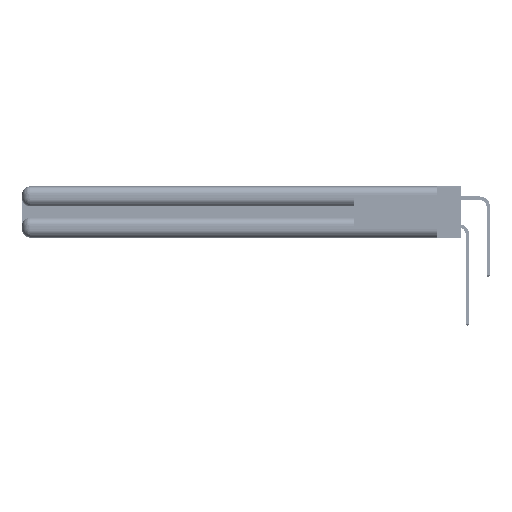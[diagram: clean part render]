
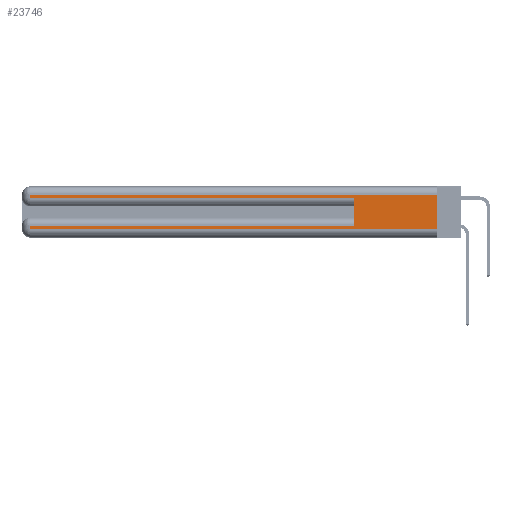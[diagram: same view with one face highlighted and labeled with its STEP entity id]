
A CAD part, left-side view. The second image highlights one B-rep face of the part: STEP entity #23746.
In plain terms, the highlighted planar face has unit normal (-1, 0, 0).
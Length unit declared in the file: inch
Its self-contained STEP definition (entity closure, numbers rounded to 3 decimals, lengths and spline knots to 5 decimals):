
#2805 = EDGE_CURVE ( 'NONE', #31650, #3617, #27143, .T. ) ;
#3242 = LINE ( 'NONE', #50637, #36175 ) ;
#3617 = VERTEX_POINT ( 'NONE', #25186 ) ;
#4044 = LINE ( 'NONE', #7888, #39665 ) ;
#4329 = VECTOR ( 'NONE', #34377, 39.37008 ) ;
#5027 = CARTESIAN_POINT ( 'NONE',  ( 0., 2.94, 0.285 ) ) ;
#7888 = CARTESIAN_POINT ( 'NONE',  ( 0., 0., 0.31 ) ) ;
#8010 = EDGE_CURVE ( 'NONE', #25396, #10583, #26398, .T. ) ;
#8415 = DIRECTION ( 'NONE',  ( 0., 1., 0. ) ) ;
#9765 = VERTEX_POINT ( 'NONE', #31828 ) ;
#10084 = DIRECTION ( 'NONE',  ( 0., -1., 0. ) ) ;
#10583 = VERTEX_POINT ( 'NONE', #18981 ) ;
#10994 = EDGE_CURVE ( 'NONE', #44518, #10583, #42890, .T. ) ;
#13193 = CARTESIAN_POINT ( 'NONE',  ( 0., 2.94, 0.37 ) ) ;
#14793 = VERTEX_POINT ( 'NONE', #5027 ) ;
#14952 = VECTOR ( 'NONE', #54543, 39.37008 ) ;
#18981 = CARTESIAN_POINT ( 'NONE',  ( 0., 0., 0.06 ) ) ;
#19460 = CARTESIAN_POINT ( 'NONE',  ( 0., 0., 0.37 ) ) ;
#19915 = ORIENTED_EDGE ( 'NONE', *, *, #8010, .F. ) ;
#20359 = VECTOR ( 'NONE', #51153, 39.37008 ) ;
#20602 = CARTESIAN_POINT ( 'NONE',  ( 0., 0., 0.37 ) ) ;
#21120 = CARTESIAN_POINT ( 'NONE',  ( 0., 0., 0.285 ) ) ;
#21684 = LINE ( 'NONE', #21120, #20359 ) ;
#22121 = CARTESIAN_POINT ( 'NONE',  ( 0., 2.94, 0.31 ) ) ;
#23022 = CARTESIAN_POINT ( 'NONE',  ( 0., 2.94, 0.37 ) ) ;
#23746 = ADVANCED_FACE ( 'NONE', ( #37831 ), #37911, .F. ) ;
#24741 = DIRECTION ( 'NONE',  ( 1., 0., 0. ) ) ;
#25186 = CARTESIAN_POINT ( 'NONE',  ( 0., 2.94, 0.085 ) ) ;
#25396 = VERTEX_POINT ( 'NONE', #27210 ) ;
#26021 = ORIENTED_EDGE ( 'NONE', *, *, #50183, .T. ) ;
#26287 = ORIENTED_EDGE ( 'NONE', *, *, #36206, .T. ) ;
#26398 = LINE ( 'NONE', #19460, #14952 ) ;
#27143 = LINE ( 'NONE', #51195, #4329 ) ;
#27210 = CARTESIAN_POINT ( 'NONE',  ( 0., 0., 0.31 ) ) ;
#27938 = DIRECTION ( 'NONE',  ( 0., 0., -1. ) ) ;
#28639 = ORIENTED_EDGE ( 'NONE', *, *, #38858, .T. ) ;
#31650 = VERTEX_POINT ( 'NONE', #48016 ) ;
#31700 = DIRECTION ( 'NONE',  ( 0., 0., -1. ) ) ;
#31828 = CARTESIAN_POINT ( 'NONE',  ( 0., 0.6, 0.285 ) ) ;
#32204 = EDGE_CURVE ( 'NONE', #46875, #14793, #51334, .T. ) ;
#34377 = DIRECTION ( 'NONE',  ( 0., 1., 0. ) ) ;
#36175 = VECTOR ( 'NONE', #37394, 39.37008 ) ;
#36206 = EDGE_CURVE ( 'NONE', #3617, #44518, #47577, .T. ) ;
#37069 = ORIENTED_EDGE ( 'NONE', *, *, #10994, .T. ) ;
#37394 = DIRECTION ( 'NONE',  ( 0., 0., 1. ) ) ;
#37831 = FACE_OUTER_BOUND ( 'NONE', #45132, .T. ) ;
#37911 = PLANE ( 'NONE',  #45075 ) ;
#38858 = EDGE_CURVE ( 'NONE', #14793, #9765, #21684, .T. ) ;
#39665 = VECTOR ( 'NONE', #8415, 39.37008 ) ;
#40191 = VECTOR ( 'NONE', #10084, 39.37008 ) ;
#42890 = LINE ( 'NONE', #50148, #40191 ) ;
#44518 = VERTEX_POINT ( 'NONE', #47355 ) ;
#45075 = AXIS2_PLACEMENT_3D ( 'NONE', #20602, #24741, #27938 ) ;
#45132 = EDGE_LOOP ( 'NONE', ( #19915, #26021, #49760, #28639, #46736, #54824, #26287, #37069 ) ) ;
#46736 = ORIENTED_EDGE ( 'NONE', *, *, #54034, .F. ) ;
#46875 = VERTEX_POINT ( 'NONE', #22121 ) ;
#47355 = CARTESIAN_POINT ( 'NONE',  ( 0., 2.94, 0.06 ) ) ;
#47555 = DIRECTION ( 'NONE',  ( 0., 0., -1. ) ) ;
#47577 = LINE ( 'NONE', #23022, #52932 ) ;
#48016 = CARTESIAN_POINT ( 'NONE',  ( 0., 0.6, 0.085 ) ) ;
#49760 = ORIENTED_EDGE ( 'NONE', *, *, #32204, .T. ) ;
#50148 = CARTESIAN_POINT ( 'NONE',  ( 0., 0., 0.06 ) ) ;
#50183 = EDGE_CURVE ( 'NONE', #25396, #46875, #4044, .T. ) ;
#50637 = CARTESIAN_POINT ( 'NONE',  ( 0., 0.6, 0.145 ) ) ;
#51153 = DIRECTION ( 'NONE',  ( 0., -1., 0. ) ) ;
#51195 = CARTESIAN_POINT ( 'NONE',  ( 0., 0., 0.085 ) ) ;
#51334 = LINE ( 'NONE', #13193, #55399 ) ;
#52932 = VECTOR ( 'NONE', #31700, 39.37008 ) ;
#54034 = EDGE_CURVE ( 'NONE', #31650, #9765, #3242, .T. ) ;
#54543 = DIRECTION ( 'NONE',  ( 0., 0., -1. ) ) ;
#54824 = ORIENTED_EDGE ( 'NONE', *, *, #2805, .T. ) ;
#55399 = VECTOR ( 'NONE', #47555, 39.37008 ) ;
